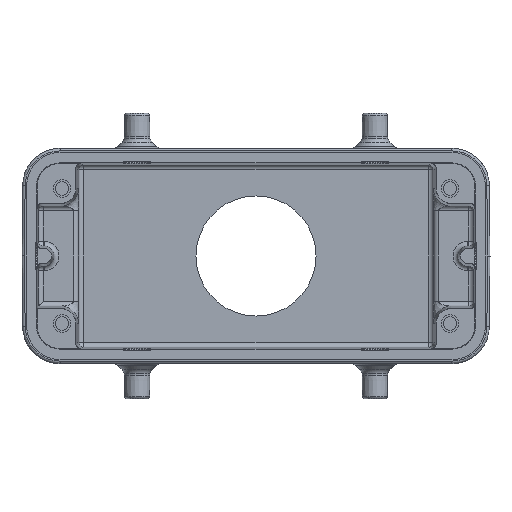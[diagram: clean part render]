
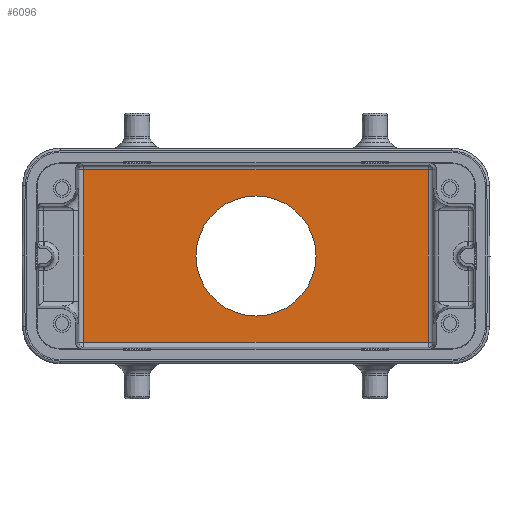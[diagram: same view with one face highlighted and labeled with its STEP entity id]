
A CAD part, front view. The second image highlights one B-rep face of the part: STEP entity #6096.
In plain terms, the highlighted planar face has unit normal (0, -1, 0).
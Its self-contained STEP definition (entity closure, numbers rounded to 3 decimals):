
#322=CARTESIAN_POINT('',(0.,43.,0.));
#323=DIRECTION('',(0.,-1.,0.));
#324=DIRECTION('',(-1.,0.,0.));
#325=AXIS2_PLACEMENT_3D('',#322,#323,#324);
#327=CARTESIAN_POINT('',(0.,43.,0.));
#328=DIRECTION('',(0.,-1.,0.));
#329=DIRECTION('',(1.,0.,0.));
#330=AXIS2_PLACEMENT_3D('',#327,#328,#329);
#332=DIRECTION('',(-1.,0.,0.));
#333=VECTOR('',#332,68.89);
#334=CARTESIAN_POINT('',(34.445,43.,17.222));
#335=LINE('',#334,#333);
#336=DIRECTION('',(0.,0.,1.));
#337=VECTOR('',#336,34.445);
#338=CARTESIAN_POINT('',(34.445,43.,-17.222));
#339=LINE('',#338,#337);
#340=DIRECTION('',(-1.,0.,0.));
#341=VECTOR('',#340,68.89);
#342=CARTESIAN_POINT('',(34.445,43.,-17.222));
#343=LINE('',#342,#341);
#344=DIRECTION('',(0.,0.,-1.));
#345=VECTOR('',#344,34.445);
#346=CARTESIAN_POINT('',(-34.445,43.,17.222));
#347=LINE('',#346,#345);
#4750=CARTESIAN_POINT('',(-12.,43.,0.));
#4751=CARTESIAN_POINT('',(12.,43.,0.));
#4752=VERTEX_POINT('',#4750);
#4753=VERTEX_POINT('',#4751);
#4990=CARTESIAN_POINT('',(34.445,43.,17.222));
#4991=CARTESIAN_POINT('',(-34.445,43.,17.222));
#4992=VERTEX_POINT('',#4990);
#4993=VERTEX_POINT('',#4991);
#5002=CARTESIAN_POINT('',(34.445,43.,-17.222));
#5003=VERTEX_POINT('',#5002);
#5010=CARTESIAN_POINT('',(-34.445,43.,-17.222));
#5011=VERTEX_POINT('',#5010);
#6077=CARTESIAN_POINT('',(45.5,43.,-21.5));
#6078=DIRECTION('',(0.,1.,0.));
#6079=DIRECTION('',(1.,0.,0.));
#6080=AXIS2_PLACEMENT_3D('',#6077,#6078,#6079);
#6081=PLANE('',#6080);
#6083=ORIENTED_EDGE('',*,*,#6082,.F.);
#6085=ORIENTED_EDGE('',*,*,#6084,.F.);
#6087=ORIENTED_EDGE('',*,*,#6086,.T.);
#6089=ORIENTED_EDGE('',*,*,#6088,.F.);
#6090=EDGE_LOOP('',(#6083,#6085,#6087,#6089));
#6091=FACE_OUTER_BOUND('',#6090,.F.);
#6092=ORIENTED_EDGE('',*,*,#6070,.T.);
#6093=ORIENTED_EDGE('',*,*,#6056,.T.);
#6094=EDGE_LOOP('',(#6092,#6093));
#6095=FACE_BOUND('',#6094,.F.);
#326=CIRCLE('',#325,12.);
#331=CIRCLE('',#330,12.);
#6056=EDGE_CURVE('',#4753,#4752,#331,.T.);
#6070=EDGE_CURVE('',#4752,#4753,#326,.T.);
#6082=EDGE_CURVE('',#4992,#4993,#335,.T.);
#6084=EDGE_CURVE('',#5003,#4992,#339,.T.);
#6086=EDGE_CURVE('',#5003,#5011,#343,.T.);
#6088=EDGE_CURVE('',#4993,#5011,#347,.T.);
#6096=ADVANCED_FACE('',(#6091,#6095),#6081,.F.);
